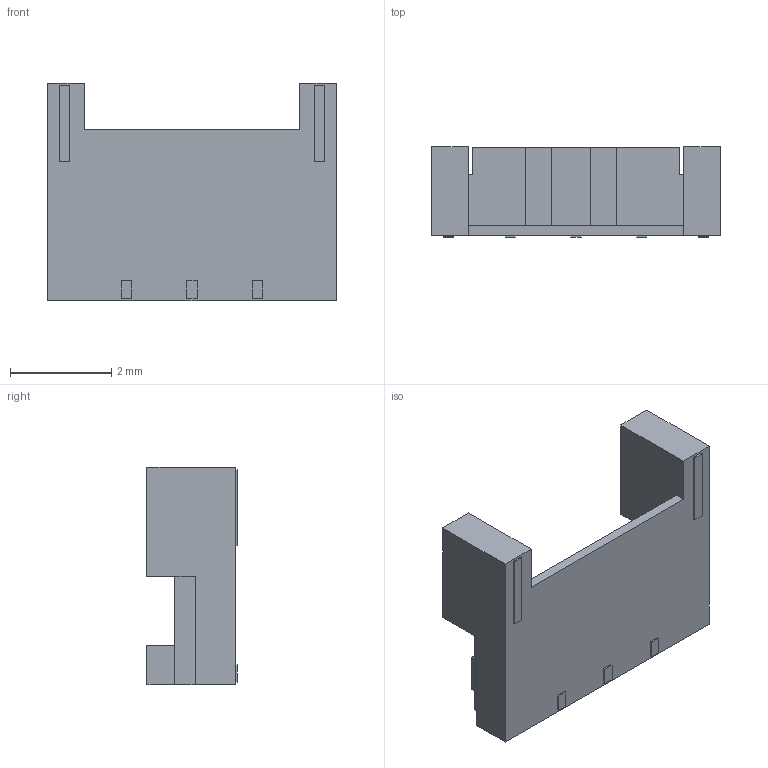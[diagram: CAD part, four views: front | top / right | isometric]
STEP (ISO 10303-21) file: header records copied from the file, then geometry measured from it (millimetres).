
FILE_DESCRIPTION (( 'STEP AP214' ), '1' );
FILE_NAME ('BM03B-ADH( )S-GAN(LF)(SN).STEP', '2014-03-14T00:43:19', ( '' ), ( '' ), 'SwSTEP 2.0', 'SolidWorks 2005235', '' );
FILE_SCHEMA (( 'AUTOMOTIVE_DESIGN' ));
Length unit declared in the file: millimetre
Products named in the file (1): BM03B-ADH( )S-GAN(LF)(SN)
Bounding box: 5.7 x 1.78 x 4.3 mm (x, y, z)
Volume: 15.9 mm3; surface area: 86.9 mm2
Topology: 1 solids, 1 shells, 57 faces, 150 edges, 100 vertices
Faces by surface type: plane 57
Entity records: 2022 total; most frequent: CARTESIAN_POINT 308, ORIENTED_EDGE 300, DIRECTION 266, VECTOR 150, LINE 150, EDGE_CURVE 150, VERTEX_POINT 100, EDGE_LOOP 62
